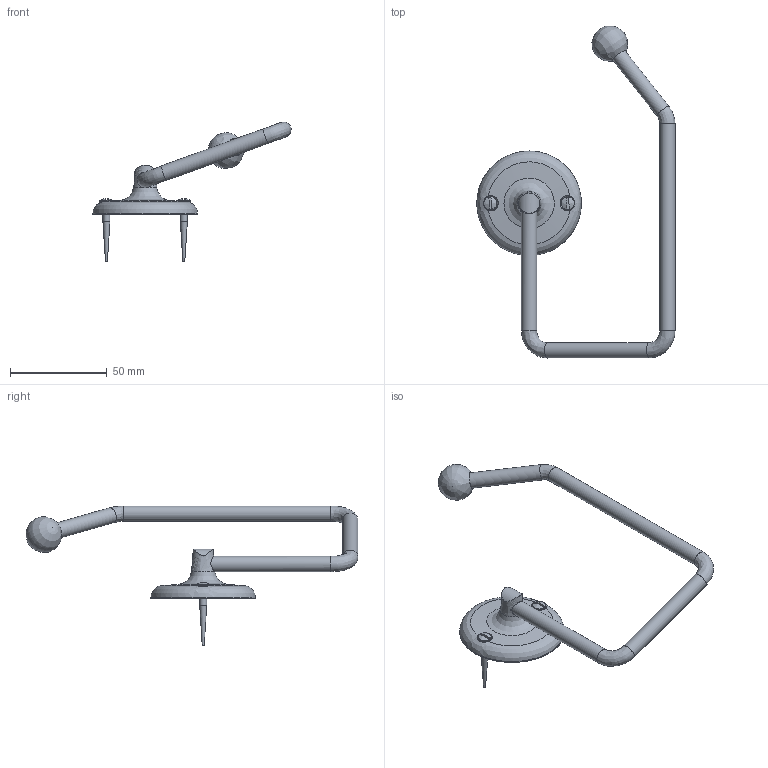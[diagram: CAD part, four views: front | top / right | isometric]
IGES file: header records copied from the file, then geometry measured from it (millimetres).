
Global section: file name: N37; native system: Autodesk Inventor 2018; preprocessor: unknown; author: ashami; date: 20170920.145005; units: millimetre
Bounding box: 102.34 x 171.49 x 72.31 mm (x, y, z)
Volume: 30533 mm3; surface area: 16701.7 mm2
Topology: 5 solids, 5 shells, 61 faces, 172 edges, 118 vertices
Faces by surface type: bspline 61
